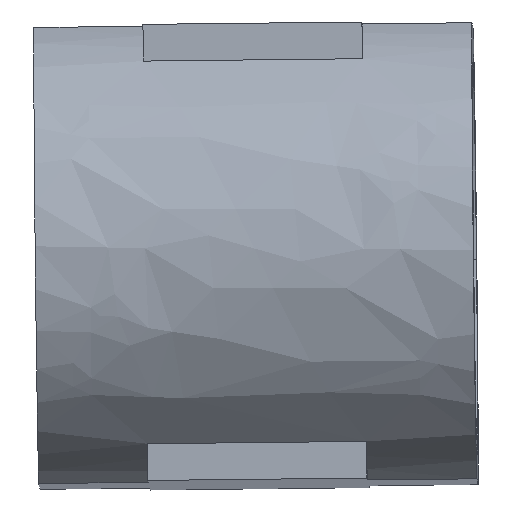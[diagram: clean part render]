
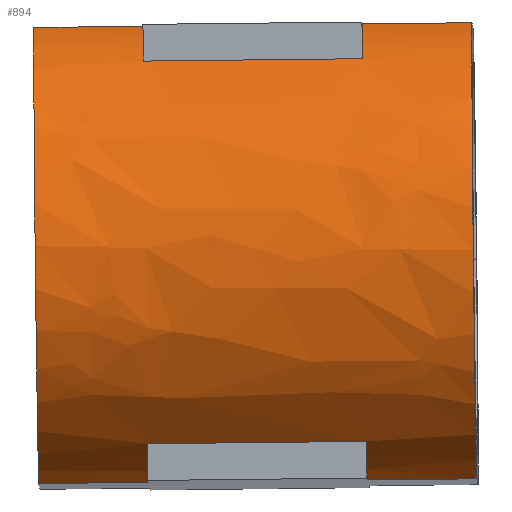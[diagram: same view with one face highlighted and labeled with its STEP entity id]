
A CAD part, left-side view. The second image highlights one B-rep face of the part: STEP entity #894.
In plain terms, the highlighted free-form (B-spline) face has degree [1, 3] with [2, 4] control points.
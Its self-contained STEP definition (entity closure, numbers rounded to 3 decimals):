
#41 = CARTESIAN_POINT ( 'NONE',  ( -187.373, -122.872, 18.611 ) ) ;
#51 = CARTESIAN_POINT ( 'NONE',  ( -186.82, -111.142, -6.043 ) ) ;
#239 = CARTESIAN_POINT ( 'NONE',  ( -189.509, -110.873, 17.037 ) ) ;
#248 = CARTESIAN_POINT ( 'NONE',  ( -189.237, -123.111, -4.662 ) ) ;
#265 = VERTEX_POINT ( 'NONE', #239 ) ;
#318 = B_SPLINE_CURVE_WITH_KNOTS ( 'NONE', 3,
 ( #2473, #1880, #633, #51 ),
 .UNSPECIFIED., .F., .F.,
 ( 4, 4 ),
 ( 0., 0.294 ),
 .UNSPECIFIED. ) ;
#328 = B_SPLINE_CURVE_WITH_KNOTS ( 'NONE', 1,
 ( #857, #3257 ),
 .UNSPECIFIED., .F., .F.,
 ( 2, 2 ),
 ( 0., 1. ),
 .UNSPECIFIED. ) ;
#358 = VERTEX_POINT ( 'NONE', #2462 ) ;
#429 = EDGE_CURVE ( 'NONE', #265, #581, #2643, .T. ) ;
#558 = VERTEX_POINT ( 'NONE', #708 ) ;
#581 = VERTEX_POINT ( 'NONE', #3473 ) ;
#633 = CARTESIAN_POINT ( 'NONE',  ( -188.03, -111.127, -5.505 ) ) ;
#651 = CARTESIAN_POINT ( 'NONE',  ( -199.957, -128.987, -0.065 ) ) ;
#690 = CARTESIAN_POINT ( 'NONE',  ( -186.778, -105.142, -6.108 ) ) ;
#708 = CARTESIAN_POINT ( 'NONE',  ( -186.945, -129.14, -5.848 ) ) ;
#831 = VERTEX_POINT ( 'NONE', #2753 ) ;
#835 = EDGE_LOOP ( 'NONE', ( #1540, #2498, #1530, #1911, #2943, #2797, #3837, #3786, #3894, #1328, #3424, #2248 ) ) ;
#847 = CARTESIAN_POINT ( 'NONE',  ( -186.945, -129.14, -5.848 ) ) ;
#852 = VERTEX_POINT ( 'NONE', #3053 ) ;
#857 = CARTESIAN_POINT ( 'NONE',  ( -186.82, -111.142, -6.043 ) ) ;
#862 = CARTESIAN_POINT ( 'NONE',  ( -186.903, -123.141, -5.913 ) ) ;
#894 = ADVANCED_FACE ( 'NONE', ( #926 ), #2101, .F. ) ;
#926 = FACE_OUTER_BOUND ( 'NONE', #835, .T. ) ;
#962 = CARTESIAN_POINT ( 'NONE',  ( -189.592, -122.872, 17.167 ) ) ;
#992 = B_SPLINE_CURVE_WITH_KNOTS ( 'NONE', 3,
 ( #862, #2677, #248, #1746 ),
 .UNSPECIFIED., .F., .F.,
 ( 4, 4 ),
 ( 0., 0.294 ),
 .UNSPECIFIED. ) ;
#1066 = CARTESIAN_POINT ( 'NONE',  ( -186.007, -104.877, 18.878 ) ) ;
#1094 = EDGE_CURVE ( 'NONE', #3849, #358, #1771, .T. ) ;
#1123 = CARTESIAN_POINT ( 'NONE',  ( -186.945, -129.14, -5.848 ) ) ;
#1152 = CARTESIAN_POINT ( 'NONE',  ( -186.174, -128.875, 19.138 ) ) ;
#1207 = VERTEX_POINT ( 'NONE', #1244 ) ;
#1208 = CARTESIAN_POINT ( 'NONE',  ( -199.957, -128.987, -0.065 ) ) ;
#1244 = CARTESIAN_POINT ( 'NONE',  ( -186.007, -104.877, 18.878 ) ) ;
#1251 = B_SPLINE_CURVE_WITH_KNOTS ( 'NONE', 1,
 ( #1123, #3904 ),
 .UNSPECIFIED., .F., .F.,
 ( 2, 2 ),
 ( 0., 1. ),
 .UNSPECIFIED. ) ;
#1307 = CARTESIAN_POINT ( 'NONE',  ( -199.518, -128.836, 14.167 ) ) ;
#1328 = ORIENTED_EDGE ( 'NONE', *, *, #1519, .F. ) ;
#1400 = CARTESIAN_POINT ( 'NONE',  ( -186.778, -105.142, -6.108 ) ) ;
#1508 = CARTESIAN_POINT ( 'NONE',  ( -186.174, -128.875, 19.138 ) ) ;
#1519 = EDGE_CURVE ( 'NONE', #3341, #852, #992, .T. ) ;
#1530 = ORIENTED_EDGE ( 'NONE', *, *, #429, .F. ) ;
#1540 = ORIENTED_EDGE ( 'NONE', *, *, #1094, .F. ) ;
#1557 = EDGE_CURVE ( 'NONE', #3395, #2430, #328, .T. ) ;
#1600 =( BOUNDED_CURVE ( )  B_SPLINE_CURVE ( 3, ( #1066, #3209, #2615, #1400 ),
 .UNSPECIFIED., .F., .F. ) 
 B_SPLINE_CURVE_WITH_KNOTS ( ( 4, 4 ),
 ( -2.367, 0. ),
 .UNSPECIFIED. ) 
 CURVE ( )  GEOMETRIC_REPRESENTATION_ITEM ( )  RATIONAL_B_SPLINE_CURVE ( ( 1., 0.585, 0.585, 1. ) ) 
 REPRESENTATION_ITEM ( '' )  );
#1608 = CARTESIAN_POINT ( 'NONE',  ( -199.351, -104.838, 13.907 ) ) ;
#1615 = CARTESIAN_POINT ( 'NONE',  ( -190.24, -123.094, -3.798 ) ) ;
#1739 = CARTESIAN_POINT ( 'NONE',  ( -189.509, -110.873, 17.037 ) ) ;
#1746 = CARTESIAN_POINT ( 'NONE',  ( -190.24, -123.094, -3.798 ) ) ;
#1771 = B_SPLINE_CURVE_WITH_KNOTS ( 'NONE', 1,
 ( #2021, #1152 ),
 .UNSPECIFIED., .F., .F.,
 ( 2, 2 ),
 ( 0., 1. ),
 .UNSPECIFIED. ) ;
#1880 = CARTESIAN_POINT ( 'NONE',  ( -189.154, -111.112, -4.792 ) ) ;
#1902 = CARTESIAN_POINT ( 'NONE',  ( -199.79, -104.989, -0.325 ) ) ;
#1911 = ORIENTED_EDGE ( 'NONE', *, *, #2997, .F. ) ;
#1964 = CARTESIAN_POINT ( 'NONE',  ( -186.007, -104.877, 18.878 ) ) ;
#1969 = CARTESIAN_POINT ( 'NONE',  ( -186.778, -105.142, -6.108 ) ) ;
#2021 = CARTESIAN_POINT ( 'NONE',  ( -186.132, -122.875, 19.073 ) ) ;
#2101 =( BOUNDED_SURFACE ( )  B_SPLINE_SURFACE ( 1, 3, ( 
 ( #2542, #1608, #1902, #690 ),
 ( #2505, #1307, #651, #2806 ) ),
 .UNSPECIFIED., .F., .F., .F. ) 
 B_SPLINE_SURFACE_WITH_KNOTS ( ( 2, 2 ),
 ( 4, 4 ),
 ( 0., 1. ),
 ( 0., 1. ),
 .UNSPECIFIED. ) 
 GEOMETRIC_REPRESENTATION_ITEM ( )  RATIONAL_B_SPLINE_SURFACE ( (
 ( 1., 0.585, 0.585, 1.),
 ( 1., 0.585, 0.585, 1.) ) ) 
 REPRESENTATION_ITEM ( '' )  SURFACE ( )  );
#2239 = EDGE_CURVE ( 'NONE', #852, #3516, #2775, .T. ) ;
#2248 = ORIENTED_EDGE ( 'NONE', *, *, #2552, .T. ) ;
#2284 = CARTESIAN_POINT ( 'NONE',  ( -186.048, -110.876, 18.943 ) ) ;
#2339 = CARTESIAN_POINT ( 'NONE',  ( -188.455, -110.872, 17.839 ) ) ;
#2430 = VERTEX_POINT ( 'NONE', #1969 ) ;
#2455 = B_SPLINE_CURVE_WITH_KNOTS ( 'NONE', 3,
 ( #2909, #3791, #2339, #1739 ),
 .UNSPECIFIED., .F., .F.,
 ( 4, 4 ),
 ( 0., 0.294 ),
 .UNSPECIFIED. ) ;
#2462 = CARTESIAN_POINT ( 'NONE',  ( -186.174, -128.875, 19.138 ) ) ;
#2473 = CARTESIAN_POINT ( 'NONE',  ( -190.156, -111.095, -3.928 ) ) ;
#2498 = ORIENTED_EDGE ( 'NONE', *, *, #3782, .F. ) ;
#2505 = CARTESIAN_POINT ( 'NONE',  ( -186.174, -128.875, 19.138 ) ) ;
#2513 = CARTESIAN_POINT ( 'NONE',  ( -189.592, -122.872, 17.167 ) ) ;
#2542 = CARTESIAN_POINT ( 'NONE',  ( -186.007, -104.877, 18.878 ) ) ;
#2552 = EDGE_CURVE ( 'NONE', #558, #358, #3379, .T. ) ;
#2615 = CARTESIAN_POINT ( 'NONE',  ( -199.79, -104.989, -0.325 ) ) ;
#2643 = B_SPLINE_CURVE_WITH_KNOTS ( 'NONE', 1,
 ( #2828, #2513 ),
 .UNSPECIFIED., .F., .F.,
 ( 2, 2 ),
 ( 0., 1. ),
 .UNSPECIFIED. ) ;
#2677 = CARTESIAN_POINT ( 'NONE',  ( -188.113, -123.126, -5.375 ) ) ;
#2749 = CARTESIAN_POINT ( 'NONE',  ( -186.82, -111.142, -6.043 ) ) ;
#2753 = CARTESIAN_POINT ( 'NONE',  ( -186.048, -110.876, 18.943 ) ) ;
#2775 = B_SPLINE_CURVE_WITH_KNOTS ( 'NONE', 1,
 ( #1615, #2791 ),
 .UNSPECIFIED., .F., .F.,
 ( 2, 2 ),
 ( 0., 1. ),
 .UNSPECIFIED. ) ;
#2791 = CARTESIAN_POINT ( 'NONE',  ( -190.156, -111.095, -3.928 ) ) ;
#2797 = ORIENTED_EDGE ( 'NONE', *, *, #3270, .T. ) ;
#2806 = CARTESIAN_POINT ( 'NONE',  ( -186.945, -129.14, -5.848 ) ) ;
#2821 = CARTESIAN_POINT ( 'NONE',  ( -186.132, -122.875, 19.073 ) ) ;
#2828 = CARTESIAN_POINT ( 'NONE',  ( -189.509, -110.873, 17.037 ) ) ;
#2864 = CARTESIAN_POINT ( 'NONE',  ( -190.156, -111.095, -3.928 ) ) ;
#2909 = CARTESIAN_POINT ( 'NONE',  ( -186.048, -110.876, 18.943 ) ) ;
#2940 = EDGE_CURVE ( 'NONE', #1207, #831, #3649, .T. ) ;
#2943 = ORIENTED_EDGE ( 'NONE', *, *, #2940, .F. ) ;
#2997 = EDGE_CURVE ( 'NONE', #831, #265, #2455, .T. ) ;
#3053 = CARTESIAN_POINT ( 'NONE',  ( -190.24, -123.094, -3.798 ) ) ;
#3100 = CARTESIAN_POINT ( 'NONE',  ( -186.132, -122.875, 19.073 ) ) ;
#3209 = CARTESIAN_POINT ( 'NONE',  ( -199.351, -104.838, 13.907 ) ) ;
#3257 = CARTESIAN_POINT ( 'NONE',  ( -186.778, -105.142, -6.108 ) ) ;
#3268 = CARTESIAN_POINT ( 'NONE',  ( -186.903, -123.141, -5.913 ) ) ;
#3270 = EDGE_CURVE ( 'NONE', #1207, #2430, #1600, .T. ) ;
#3305 = CARTESIAN_POINT ( 'NONE',  ( -199.518, -128.836, 14.167 ) ) ;
#3333 = EDGE_CURVE ( 'NONE', #558, #3341, #1251, .T. ) ;
#3341 = VERTEX_POINT ( 'NONE', #3268 ) ;
#3379 =( BOUNDED_CURVE ( )  B_SPLINE_CURVE ( 3, ( #847, #1208, #3305, #1508 ),
 .UNSPECIFIED., .F., .F. ) 
 B_SPLINE_CURVE_WITH_KNOTS ( ( 4, 4 ),
 ( -2.367, 0. ),
 .UNSPECIFIED. ) 
 CURVE ( )  GEOMETRIC_REPRESENTATION_ITEM ( )  RATIONAL_B_SPLINE_CURVE ( ( 1., 0.585, 0.585, 1. ) ) 
 REPRESENTATION_ITEM ( '' )  );
#3395 = VERTEX_POINT ( 'NONE', #2749 ) ;
#3424 = ORIENTED_EDGE ( 'NONE', *, *, #3333, .F. ) ;
#3473 = CARTESIAN_POINT ( 'NONE',  ( -189.592, -122.872, 17.167 ) ) ;
#3516 = VERTEX_POINT ( 'NONE', #2864 ) ;
#3649 = B_SPLINE_CURVE_WITH_KNOTS ( 'NONE', 1,
 ( #1964, #2284 ),
 .UNSPECIFIED., .F., .F.,
 ( 2, 2 ),
 ( 0., 1. ),
 .UNSPECIFIED. ) ;
#3676 = B_SPLINE_CURVE_WITH_KNOTS ( 'NONE', 3,
 ( #962, #3710, #41, #3100 ),
 .UNSPECIFIED., .F., .F.,
 ( 4, 4 ),
 ( 0., 0.294 ),
 .UNSPECIFIED. ) ;
#3710 = CARTESIAN_POINT ( 'NONE',  ( -188.539, -122.871, 17.969 ) ) ;
#3743 = EDGE_CURVE ( 'NONE', #3516, #3395, #318, .T. ) ;
#3782 = EDGE_CURVE ( 'NONE', #581, #3849, #3676, .T. ) ;
#3786 = ORIENTED_EDGE ( 'NONE', *, *, #3743, .F. ) ;
#3791 = CARTESIAN_POINT ( 'NONE',  ( -187.289, -110.873, 18.481 ) ) ;
#3837 = ORIENTED_EDGE ( 'NONE', *, *, #1557, .F. ) ;
#3849 = VERTEX_POINT ( 'NONE', #2821 ) ;
#3894 = ORIENTED_EDGE ( 'NONE', *, *, #2239, .F. ) ;
#3904 = CARTESIAN_POINT ( 'NONE',  ( -186.903, -123.141, -5.913 ) ) ;
